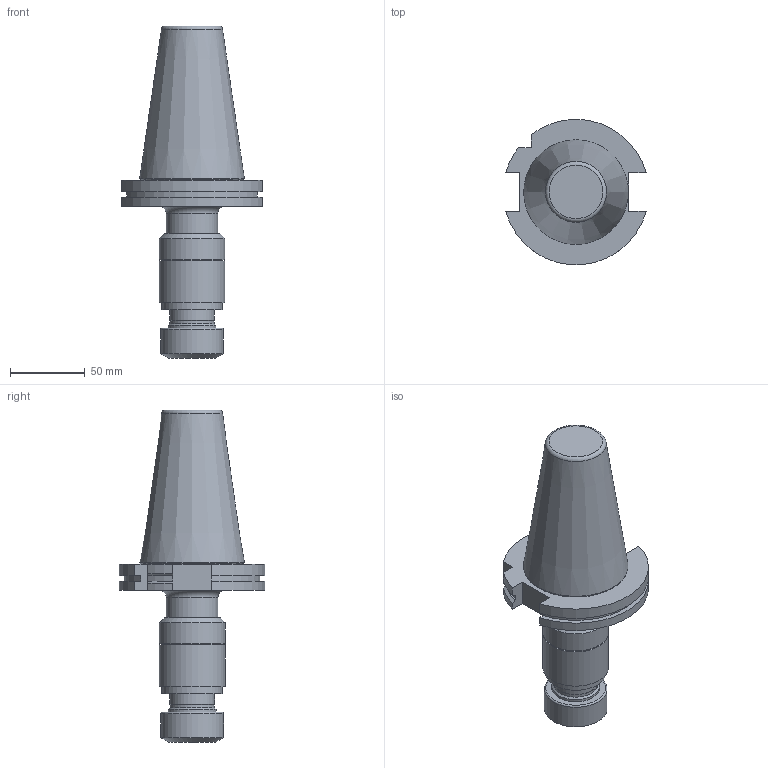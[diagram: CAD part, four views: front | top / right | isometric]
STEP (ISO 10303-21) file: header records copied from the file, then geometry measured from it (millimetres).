
FILE_DESCRIPTION(/* description */ (''),/* implementation_level */ '2;1');
FILE_NAME(/* name */ '1525689503078.stp',/* time_stamp */ '2018-05-07T12:38:32+02:00',/* author */ (''),/* organization */ ('SMS'),/* preprocessor_version */ 'ST-DEVELOPER v15',/* originating_system */ 'SIEMENS PLM Software NX 8.5',/* authorisation */ '');
FILE_SCHEMA (('AUTOMOTIVE_DESIGN { 1 0 10303 214 3 1 1 1 }'));
Length unit declared in the file: millimetre
Products named in the file (1): 112029269mod000_00
Bounding box: 93.97 x 97.27 x 222.2 mm (x, y, z)
Volume: 498471.4 mm3; surface area: 51440.7 mm2
Topology: 1 solids, 1 shells, 55 faces, 127 edges, 85 vertices
Faces by surface type: plane 24, cylinder 19, cone 9, torus 3
Full cylindrical faces by diameter (mm): 29.591 x1, 29.997 x1, 31.979 x1, 34.6 x1, 40.4 x1, 41.45 x1, 42 x1, 44 x2, 69.4 x1
Entity records: 1502 total; most frequent: DIRECTION 265, CARTESIAN_POINT 255, ORIENTED_EDGE 206, AXIS2_PLACEMENT_3D 107, EDGE_CURVE 103, EDGE_LOOP 83, VERTEX_POINT 78, FACE_BOUND 56
